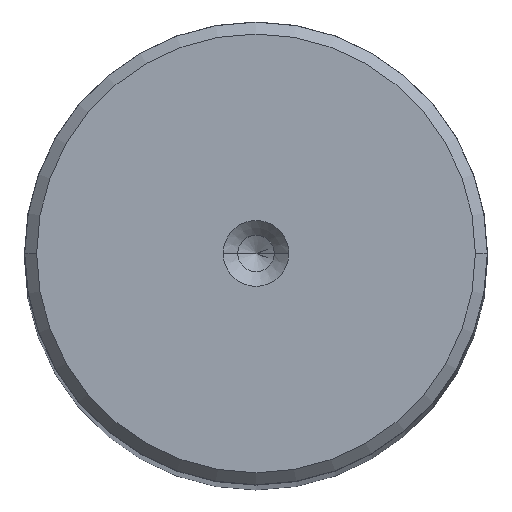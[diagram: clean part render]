
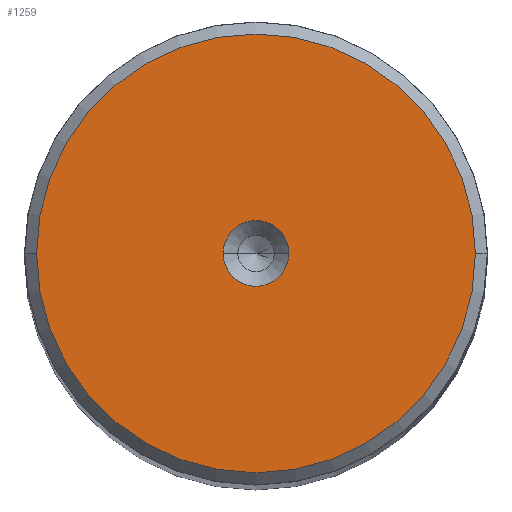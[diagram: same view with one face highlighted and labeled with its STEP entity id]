
A CAD part, top view. The second image highlights one B-rep face of the part: STEP entity #1259.
In plain terms, the highlighted planar face has unit normal (0, 0, 1).
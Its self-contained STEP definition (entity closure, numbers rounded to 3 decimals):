
#39 = FACE_OUTER_BOUND ( 'NONE', #1088, .T. ) ;
#65 = DIRECTION ( 'NONE',  ( 1., 0., 0. ) ) ;
#118 = CARTESIAN_POINT ( 'NONE',  ( 18.014, 0., 240. ) ) ;
#229 = AXIS2_PLACEMENT_3D ( 'NONE', #1696, #2433, #1274 ) ;
#280 = ORIENTED_EDGE ( 'NONE', *, *, #468, .F. ) ;
#284 = DIRECTION ( 'NONE',  ( 1., 0., 0. ) ) ;
#311 = DIRECTION ( 'NONE',  ( 0., 0., 1. ) ) ;
#336 = AXIS2_PLACEMENT_3D ( 'NONE', #1828, #1636, #284 ) ;
#468 = EDGE_CURVE ( 'NONE', #1987, #1271, #1003, .T. ) ;
#496 = VERTEX_POINT ( 'NONE', #1774 ) ;
#508 = CIRCLE ( 'NONE', #2051, 2.7 ) ;
#579 = EDGE_LOOP ( 'NONE', ( #1574, #280 ) ) ;
#641 = DIRECTION ( 'NONE',  ( 0., 0., 1. ) ) ;
#703 = PLANE ( 'NONE',  #336 ) ;
#1003 = CIRCLE ( 'NONE', #1528, 2.7 ) ;
#1015 = VERTEX_POINT ( 'NONE', #118 ) ;
#1038 = ORIENTED_EDGE ( 'NONE', *, *, #1366, .T. ) ;
#1088 = EDGE_LOOP ( 'NONE', ( #2366, #1038 ) ) ;
#1259 = ADVANCED_FACE ( 'NONE', ( #1627, #39 ), #703, .T. ) ;
#1271 = VERTEX_POINT ( 'NONE', #2388 ) ;
#1274 = DIRECTION ( 'NONE',  ( 1., 0., 0. ) ) ;
#1328 = EDGE_CURVE ( 'NONE', #496, #1015, #1773, .T. ) ;
#1366 = EDGE_CURVE ( 'NONE', #1015, #496, #2442, .T. ) ;
#1463 = CARTESIAN_POINT ( 'NONE',  ( 0., 0., 240. ) ) ;
#1528 = AXIS2_PLACEMENT_3D ( 'NONE', #1965, #1606, #65 ) ;
#1574 = ORIENTED_EDGE ( 'NONE', *, *, #1940, .F. ) ;
#1586 = CARTESIAN_POINT ( 'NONE',  ( -2.7, 0., 240. ) ) ;
#1606 = DIRECTION ( 'NONE',  ( 0., 0., 1. ) ) ;
#1627 = FACE_BOUND ( 'NONE', #579, .T. ) ;
#1636 = DIRECTION ( 'NONE',  ( 0., 0., 1. ) ) ;
#1696 = CARTESIAN_POINT ( 'NONE',  ( 0., 0., 240. ) ) ;
#1773 = CIRCLE ( 'NONE', #2321, 18.014 ) ;
#1774 = CARTESIAN_POINT ( 'NONE',  ( -18.014, 0., 240. ) ) ;
#1828 = CARTESIAN_POINT ( 'NONE',  ( 0., 0., 240. ) ) ;
#1940 = EDGE_CURVE ( 'NONE', #1271, #1987, #508, .T. ) ;
#1965 = CARTESIAN_POINT ( 'NONE',  ( 0., 0., 240. ) ) ;
#1987 = VERTEX_POINT ( 'NONE', #1586 ) ;
#2030 = DIRECTION ( 'NONE',  ( 1., 0., 0. ) ) ;
#2051 = AXIS2_PLACEMENT_3D ( 'NONE', #2176, #641, #2163 ) ;
#2163 = DIRECTION ( 'NONE',  ( 1., 0., 0. ) ) ;
#2176 = CARTESIAN_POINT ( 'NONE',  ( 0., 0., 240. ) ) ;
#2321 = AXIS2_PLACEMENT_3D ( 'NONE', #1463, #311, #2030 ) ;
#2366 = ORIENTED_EDGE ( 'NONE', *, *, #1328, .T. ) ;
#2388 = CARTESIAN_POINT ( 'NONE',  ( 2.7, 0., 240. ) ) ;
#2433 = DIRECTION ( 'NONE',  ( 0., 0., 1. ) ) ;
#2442 = CIRCLE ( 'NONE', #229, 18.014 ) ;
